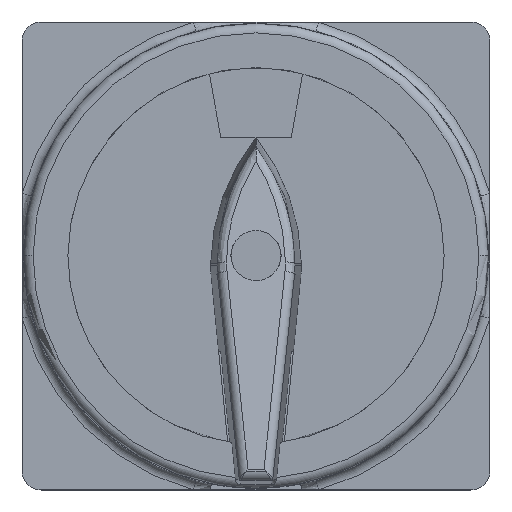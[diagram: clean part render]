
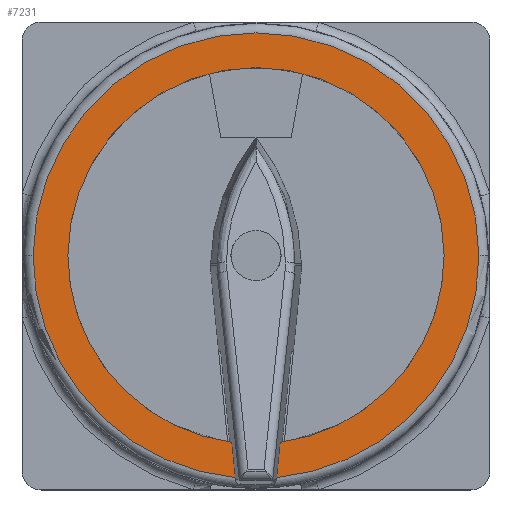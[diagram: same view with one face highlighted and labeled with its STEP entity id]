
A CAD part, top view. The second image highlights one B-rep face of the part: STEP entity #7231.
In plain terms, the highlighted planar face has unit normal (0, 0, 1).
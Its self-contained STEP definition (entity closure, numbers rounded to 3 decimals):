
#79 = CIRCLE ( 'NONE', #6357, 23.1 ) ;
#307 = FACE_OUTER_BOUND ( 'NONE', #2053, .T. ) ;
#513 = EDGE_CURVE ( 'NONE', #6870, #7303, #7375, .T. ) ;
#810 = CARTESIAN_POINT ( 'NONE',  ( 24.25, 24.25, 21.1 ) ) ;
#880 = DIRECTION ( 'NONE',  ( 1., 0., 0. ) ) ;
#1307 = CIRCLE ( 'NONE', #4777, 23.1 ) ;
#1408 = EDGE_CURVE ( 'NONE', #2245, #11215, #9273, .T. ) ;
#1556 = EDGE_CURVE ( 'NONE', #7303, #3109, #8072, .T. ) ;
#1640 = CARTESIAN_POINT ( 'NONE',  ( 24.25, 24.25, 21.1 ) ) ;
#1768 = DIRECTION ( 'NONE',  ( 1., 0., 0. ) ) ;
#2020 = CARTESIAN_POINT ( 'NONE',  ( 24.25, 24.25, 21.1 ) ) ;
#2053 = EDGE_LOOP ( 'NONE', ( #5817, #3738, #9331, #3524, #8484, #7330, #8687, #5343 ) ) ;
#2245 = VERTEX_POINT ( 'NONE', #8384 ) ;
#2382 = VERTEX_POINT ( 'NONE', #7567 ) ;
#2623 = DIRECTION ( 'NONE',  ( 1., 0., 0. ) ) ;
#2710 = AXIS2_PLACEMENT_3D ( 'NONE', #3250, #4199, #10874 ) ;
#2769 = CIRCLE ( 'NONE', #3759, 19.5 ) ;
#3000 = DIRECTION ( 'NONE',  ( 1., 0., 0. ) ) ;
#3109 = VERTEX_POINT ( 'NONE', #11198 ) ;
#3127 = CARTESIAN_POINT ( 'NONE',  ( 28.619, 23.818, 21.1 ) ) ;
#3250 = CARTESIAN_POINT ( 'NONE',  ( 24.25, 24.25, 21.1 ) ) ;
#3524 = ORIENTED_EDGE ( 'NONE', *, *, #513, .T. ) ;
#3715 = CARTESIAN_POINT ( 'NONE',  ( 24.25, 24.25, 21.1 ) ) ;
#3738 = ORIENTED_EDGE ( 'NONE', *, *, #5064, .T. ) ;
#3759 = AXIS2_PLACEMENT_3D ( 'NONE', #810, #7499, #1768 ) ;
#4093 = CARTESIAN_POINT ( 'NONE',  ( 19.881, 23.818, 21.1 ) ) ;
#4199 = DIRECTION ( 'NONE',  ( 0., 0., 1. ) ) ;
#4400 = CARTESIAN_POINT ( 'NONE',  ( 1.15, 24.25, 21.1 ) ) ;
#4515 = DIRECTION ( 'NONE',  ( 0., 0., 1. ) ) ;
#4665 = DIRECTION ( 'NONE',  ( 1., 0., 0. ) ) ;
#4777 = AXIS2_PLACEMENT_3D ( 'NONE', #3715, #10388, #4665 ) ;
#4828 = EDGE_CURVE ( 'NONE', #10476, #2245, #5135, .T. ) ;
#5064 = EDGE_CURVE ( 'NONE', #5156, #2382, #79, .T. ) ;
#5135 = CIRCLE ( 'NONE', #8508, 19.5 ) ;
#5156 = VERTEX_POINT ( 'NONE', #11955 ) ;
#5343 = ORIENTED_EDGE ( 'NONE', *, *, #4828, .F. ) ;
#5651 = EDGE_CURVE ( 'NONE', #10476, #5156, #6185, .T. ) ;
#5817 = ORIENTED_EDGE ( 'NONE', *, *, #5651, .T. ) ;
#6185 = LINE ( 'NONE', #3127, #8431 ) ;
#6357 = AXIS2_PLACEMENT_3D ( 'NONE', #2020, #8719, #3000 ) ;
#6609 = DIRECTION ( 'NONE',  ( 0., 0., 1. ) ) ;
#6870 = VERTEX_POINT ( 'NONE', #4400 ) ;
#7231 = ADVANCED_FACE ( 'NONE', ( #307 ), #8919, .T. ) ;
#7303 = VERTEX_POINT ( 'NONE', #9058 ) ;
#7330 = ORIENTED_EDGE ( 'NONE', *, *, #9546, .F. ) ;
#7375 = CIRCLE ( 'NONE', #10933, 23.1 ) ;
#7499 = DIRECTION ( 'NONE',  ( 0., 0., 1. ) ) ;
#7567 = CARTESIAN_POINT ( 'NONE',  ( 47.35, 24.25, 21.1 ) ) ;
#7698 = CARTESIAN_POINT ( 'NONE',  ( 4.75, 24.25, 21.1 ) ) ;
#7863 = EDGE_CURVE ( 'NONE', #2382, #6870, #1307, .T. ) ;
#8072 = LINE ( 'NONE', #4093, #8383 ) ;
#8244 = CARTESIAN_POINT ( 'NONE',  ( 26.748, 4.911, 21.1 ) ) ;
#8346 = DIRECTION ( 'NONE',  ( 0., 0., 1. ) ) ;
#8383 = VECTOR ( 'NONE', #10760, 1000. ) ;
#8384 = CARTESIAN_POINT ( 'NONE',  ( 43.75, 24.25, 21.1 ) ) ;
#8431 = VECTOR ( 'NONE', #11717, 1000. ) ;
#8484 = ORIENTED_EDGE ( 'NONE', *, *, #1556, .T. ) ;
#8508 = AXIS2_PLACEMENT_3D ( 'NONE', #10239, #4515, #11194 ) ;
#8687 = ORIENTED_EDGE ( 'NONE', *, *, #1408, .F. ) ;
#8705 = AXIS2_PLACEMENT_3D ( 'NONE', #12333, #6609, #880 ) ;
#8719 = DIRECTION ( 'NONE',  ( 0., 0., 1. ) ) ;
#8919 = PLANE ( 'NONE',  #2710 ) ;
#9058 = CARTESIAN_POINT ( 'NONE',  ( 22.114, 1.249, 21.1 ) ) ;
#9273 = CIRCLE ( 'NONE', #8705, 19.5 ) ;
#9331 = ORIENTED_EDGE ( 'NONE', *, *, #7863, .T. ) ;
#9546 = EDGE_CURVE ( 'NONE', #11215, #3109, #2769, .T. ) ;
#10239 = CARTESIAN_POINT ( 'NONE',  ( 24.25, 24.25, 21.1 ) ) ;
#10388 = DIRECTION ( 'NONE',  ( 0., 0., 1. ) ) ;
#10476 = VERTEX_POINT ( 'NONE', #8244 ) ;
#10760 = DIRECTION ( 'NONE',  ( -0.098, 0.995, 0. ) ) ;
#10874 = DIRECTION ( 'NONE',  ( 1., 0., 0. ) ) ;
#10933 = AXIS2_PLACEMENT_3D ( 'NONE', #1640, #8346, #2623 ) ;
#11194 = DIRECTION ( 'NONE',  ( 1., 0., 0. ) ) ;
#11198 = CARTESIAN_POINT ( 'NONE',  ( 21.752, 4.911, 21.1 ) ) ;
#11215 = VERTEX_POINT ( 'NONE', #7698 ) ;
#11717 = DIRECTION ( 'NONE',  ( -0.098, -0.995, 0. ) ) ;
#11955 = CARTESIAN_POINT ( 'NONE',  ( 26.386, 1.249, 21.1 ) ) ;
#12333 = CARTESIAN_POINT ( 'NONE',  ( 24.25, 24.25, 21.1 ) ) ;
